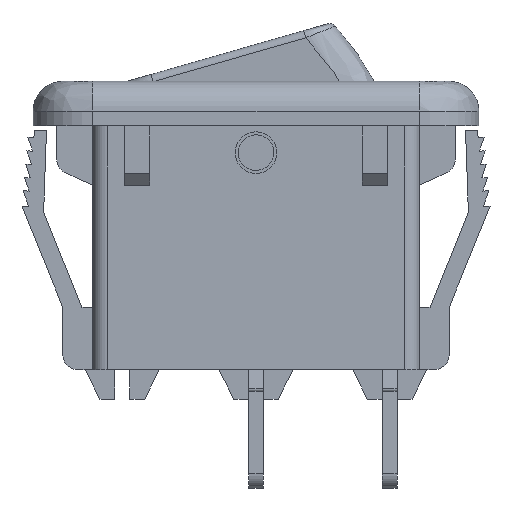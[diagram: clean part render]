
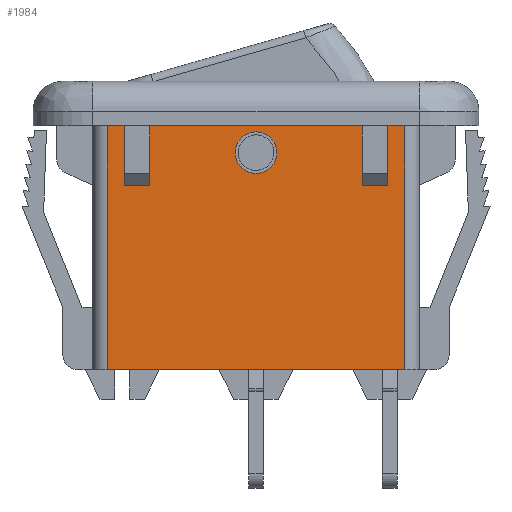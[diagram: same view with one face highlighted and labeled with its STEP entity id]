
A CAD part, front view. The second image highlights one B-rep face of the part: STEP entity #1984.
In plain terms, the highlighted planar face has unit normal (0, -1, 0).
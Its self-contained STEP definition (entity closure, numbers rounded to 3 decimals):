
#37 = EDGE_CURVE ( 'NONE', #1667, #926, #6512, .T. ) ;
#147 = DIRECTION ( 'NONE',  ( 0., 0., 1. ) ) ;
#150 = VERTEX_POINT ( 'NONE', #5752 ) ;
#153 = LINE ( 'NONE', #4342, #3517 ) ;
#216 = ORIENTED_EDGE ( 'NONE', *, *, #1058, .F. ) ;
#310 = CARTESIAN_POINT ( 'NONE',  ( -27., -19.444, 8.1 ) ) ;
#529 = VECTOR ( 'NONE', #3027, 1000. ) ;
#551 = AXIS2_PLACEMENT_3D ( 'NONE', #5380, #1726, #5976 ) ;
#558 = EDGE_CURVE ( 'NONE', #823, #2783, #153, .T. ) ;
#626 = DIRECTION ( 'NONE',  ( 0., 0., -1. ) ) ;
#823 = VERTEX_POINT ( 'NONE', #5898 ) ;
#837 = DIRECTION ( 'NONE',  ( -1., 0., 0. ) ) ;
#926 = VERTEX_POINT ( 'NONE', #6056 ) ;
#968 = ORIENTED_EDGE ( 'NONE', *, *, #6081, .F. ) ;
#987 = CARTESIAN_POINT ( 'NONE',  ( -24.5, -19.444, 8.2 ) ) ;
#988 = EDGE_CURVE ( 'NONE', #1605, #1336, #6236, .T. ) ;
#1006 = VECTOR ( 'NONE', #4985, 1000. ) ;
#1035 = EDGE_LOOP ( 'NONE', ( #4852, #6099, #5590, #2831, #5224, #968, #6290, #3250, #6151, #2369, #216, #2612 ) ) ;
#1058 = EDGE_CURVE ( 'NONE', #150, #823, #3100, .T. ) ;
#1136 = VERTEX_POINT ( 'NONE', #2059 ) ;
#1197 = VERTEX_POINT ( 'NONE', #1647 ) ;
#1266 = CARTESIAN_POINT ( 'NONE',  ( -15.075, -19.444, 8.2 ) ) ;
#1296 = AXIS2_PLACEMENT_3D ( 'NONE', #1949, #5044, #5190 ) ;
#1336 = VERTEX_POINT ( 'NONE', #5038 ) ;
#1428 = DIRECTION ( 'NONE',  ( 1., 0., 0. ) ) ;
#1573 = VECTOR ( 'NONE', #626, 1000. ) ;
#1605 = VERTEX_POINT ( 'NONE', #4995 ) ;
#1647 = CARTESIAN_POINT ( 'NONE',  ( -23.075, -19.444, 6.1 ) ) ;
#1667 = VERTEX_POINT ( 'NONE', #5097 ) ;
#1715 = DIRECTION ( 'NONE',  ( 0., 0., 1. ) ) ;
#1726 = DIRECTION ( 'NONE',  ( 0., 1., 0. ) ) ;
#1732 = EDGE_CURVE ( 'NONE', #926, #1667, #3660, .T. ) ;
#1797 = VERTEX_POINT ( 'NONE', #4759 ) ;
#1911 = EDGE_CURVE ( 'NONE', #2783, #3024, #4334, .T. ) ;
#1949 = CARTESIAN_POINT ( 'NONE',  ( -19.5, -19.444, 7.2 ) ) ;
#1973 = LINE ( 'NONE', #2048, #5675 ) ;
#1984 = ADVANCED_FACE ( 'NONE', ( #2252, #3874 ), #4365, .F. ) ;
#2048 = CARTESIAN_POINT ( 'NONE',  ( -25., -19.444, -0.1 ) ) ;
#2059 = CARTESIAN_POINT ( 'NONE',  ( -15.075, -19.444, 6.1 ) ) ;
#2061 = EDGE_CURVE ( 'NONE', #1605, #3421, #6207, .T. ) ;
#2106 = CARTESIAN_POINT ( 'NONE',  ( -15.925, -19.444, 6.1 ) ) ;
#2139 = VERTEX_POINT ( 'NONE', #2106 ) ;
#2144 = ORIENTED_EDGE ( 'NONE', *, *, #1732, .F. ) ;
#2245 = VECTOR ( 'NONE', #147, 1000. ) ;
#2252 = FACE_OUTER_BOUND ( 'NONE', #1035, .T. ) ;
#2263 = CARTESIAN_POINT ( 'NONE',  ( -14.5, -19.444, -0.1 ) ) ;
#2285 = DIRECTION ( 'NONE',  ( 1., 0., 0. ) ) ;
#2369 = ORIENTED_EDGE ( 'NONE', *, *, #558, .F. ) ;
#2427 = VECTOR ( 'NONE', #5484, 1000. ) ;
#2612 = ORIENTED_EDGE ( 'NONE', *, *, #2906, .F. ) ;
#2783 = VERTEX_POINT ( 'NONE', #6724 ) ;
#2831 = ORIENTED_EDGE ( 'NONE', *, *, #6457, .F. ) ;
#2841 = VECTOR ( 'NONE', #1428, 1000. ) ;
#2906 = EDGE_CURVE ( 'NONE', #3421, #150, #1973, .T. ) ;
#3024 = VERTEX_POINT ( 'NONE', #6247 ) ;
#3027 = DIRECTION ( 'NONE',  ( 1., 0., 0. ) ) ;
#3066 = LINE ( 'NONE', #6272, #5065 ) ;
#3100 = LINE ( 'NONE', #987, #6090 ) ;
#3250 = ORIENTED_EDGE ( 'NONE', *, *, #5257, .F. ) ;
#3285 = CARTESIAN_POINT ( 'NONE',  ( -23.925, -19.444, 8.2 ) ) ;
#3421 = VERTEX_POINT ( 'NONE', #2263 ) ;
#3431 = CARTESIAN_POINT ( 'NONE',  ( -23.075, -19.444, 8.2 ) ) ;
#3450 = EDGE_CURVE ( 'NONE', #1797, #2139, #4376, .T. ) ;
#3517 = VECTOR ( 'NONE', #2285, 1000. ) ;
#3556 = CARTESIAN_POINT ( 'NONE',  ( -14.5, -19.444, 8.2 ) ) ;
#3660 = CIRCLE ( 'NONE', #4326, 0.7 ) ;
#3874 = FACE_BOUND ( 'NONE', #5119, .T. ) ;
#3904 = LINE ( 'NONE', #1266, #2245 ) ;
#4039 = DIRECTION ( 'NONE',  ( 1., 0., 0. ) ) ;
#4326 = AXIS2_PLACEMENT_3D ( 'NONE', #6770, #6075, #5031 ) ;
#4334 = LINE ( 'NONE', #3285, #2427 ) ;
#4342 = CARTESIAN_POINT ( 'NONE',  ( -25., -19.444, 8.1 ) ) ;
#4365 = PLANE ( 'NONE',  #551 ) ;
#4376 = LINE ( 'NONE', #5888, #1573 ) ;
#4453 = EDGE_CURVE ( 'NONE', #1136, #1336, #3904, .T. ) ;
#4545 = CARTESIAN_POINT ( 'NONE',  ( -23.075, -19.444, 8.1 ) ) ;
#4549 = LINE ( 'NONE', #5149, #529 ) ;
#4623 = LINE ( 'NONE', #5079, #2841 ) ;
#4759 = CARTESIAN_POINT ( 'NONE',  ( -15.925, -19.444, 8.1 ) ) ;
#4852 = ORIENTED_EDGE ( 'NONE', *, *, #2061, .F. ) ;
#4865 = VECTOR ( 'NONE', #1715, 1000. ) ;
#4985 = DIRECTION ( 'NONE',  ( 0., 0., -1. ) ) ;
#4995 = CARTESIAN_POINT ( 'NONE',  ( -14.5, -19.444, 8.1 ) ) ;
#5031 = DIRECTION ( 'NONE',  ( 0., 0., 1. ) ) ;
#5038 = CARTESIAN_POINT ( 'NONE',  ( -15.075, -19.444, 8.1 ) ) ;
#5044 = DIRECTION ( 'NONE',  ( 0., -1., 0. ) ) ;
#5065 = VECTOR ( 'NONE', #4039, 1000. ) ;
#5079 = CARTESIAN_POINT ( 'NONE',  ( -25., -19.444, 6.1 ) ) ;
#5097 = CARTESIAN_POINT ( 'NONE',  ( -19.5, -19.444, 7.9 ) ) ;
#5119 = EDGE_LOOP ( 'NONE', ( #5202, #2144 ) ) ;
#5141 = DIRECTION ( 'NONE',  ( -1., 0., 0. ) ) ;
#5149 = CARTESIAN_POINT ( 'NONE',  ( -25., -19.444, 6.1 ) ) ;
#5190 = DIRECTION ( 'NONE',  ( 0., 0., 1. ) ) ;
#5202 = ORIENTED_EDGE ( 'NONE', *, *, #37, .F. ) ;
#5224 = ORIENTED_EDGE ( 'NONE', *, *, #3450, .F. ) ;
#5257 = EDGE_CURVE ( 'NONE', #3024, #1197, #4623, .T. ) ;
#5380 = CARTESIAN_POINT ( 'NONE',  ( -25., -19.444, 8.2 ) ) ;
#5470 = LINE ( 'NONE', #3431, #4865 ) ;
#5484 = DIRECTION ( 'NONE',  ( 0., 0., -1. ) ) ;
#5590 = ORIENTED_EDGE ( 'NONE', *, *, #4453, .F. ) ;
#5647 = VERTEX_POINT ( 'NONE', #4545 ) ;
#5675 = VECTOR ( 'NONE', #5141, 1000. ) ;
#5752 = CARTESIAN_POINT ( 'NONE',  ( -24.5, -19.444, -0.1 ) ) ;
#5754 = DIRECTION ( 'NONE',  ( 0., 0., 1. ) ) ;
#5888 = CARTESIAN_POINT ( 'NONE',  ( -15.925, -19.444, 8.2 ) ) ;
#5898 = CARTESIAN_POINT ( 'NONE',  ( -24.5, -19.444, 8.1 ) ) ;
#5976 = DIRECTION ( 'NONE',  ( 0., 0., 1. ) ) ;
#6056 = CARTESIAN_POINT ( 'NONE',  ( -19.5, -19.444, 6.5 ) ) ;
#6075 = DIRECTION ( 'NONE',  ( 0., -1., 0. ) ) ;
#6081 = EDGE_CURVE ( 'NONE', #5647, #1797, #3066, .T. ) ;
#6090 = VECTOR ( 'NONE', #5754, 1000. ) ;
#6099 = ORIENTED_EDGE ( 'NONE', *, *, #988, .T. ) ;
#6151 = ORIENTED_EDGE ( 'NONE', *, *, #1911, .F. ) ;
#6207 = LINE ( 'NONE', #3556, #1006 ) ;
#6236 = LINE ( 'NONE', #310, #6762 ) ;
#6247 = CARTESIAN_POINT ( 'NONE',  ( -23.925, -19.444, 6.1 ) ) ;
#6272 = CARTESIAN_POINT ( 'NONE',  ( -25., -19.444, 8.1 ) ) ;
#6290 = ORIENTED_EDGE ( 'NONE', *, *, #6344, .F. ) ;
#6344 = EDGE_CURVE ( 'NONE', #1197, #5647, #5470, .T. ) ;
#6457 = EDGE_CURVE ( 'NONE', #2139, #1136, #4549, .T. ) ;
#6512 = CIRCLE ( 'NONE', #1296, 0.7 ) ;
#6724 = CARTESIAN_POINT ( 'NONE',  ( -23.925, -19.444, 8.1 ) ) ;
#6762 = VECTOR ( 'NONE', #837, 1000. ) ;
#6770 = CARTESIAN_POINT ( 'NONE',  ( -19.5, -19.444, 7.2 ) ) ;
